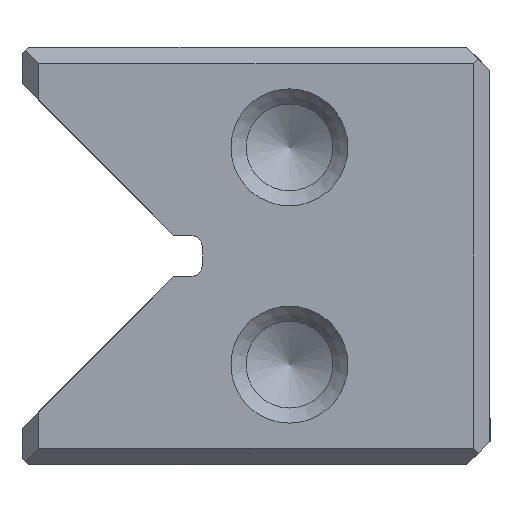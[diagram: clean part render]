
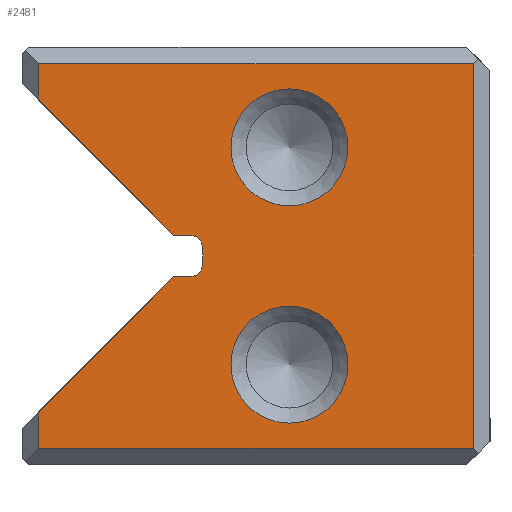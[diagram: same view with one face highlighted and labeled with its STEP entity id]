
A CAD part, left-side view. The second image highlights one B-rep face of the part: STEP entity #2481.
In plain terms, the highlighted planar face has unit normal (-1, 0, 0).
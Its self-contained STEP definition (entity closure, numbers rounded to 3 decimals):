
#2481=ADVANCED_FACE('',(#3439,#3440,#3441),#2880,.T.);
#2880=PLANE('',#9014);
#3132=CIRCLE('',#9010,3.5);
#3133=CIRCLE('',#9011,3.5);
#3134=CIRCLE('',#9012,0.7);
#3135=CIRCLE('',#9013,0.7);
#3439=FACE_BOUND('',#3679,.T.);
#3440=FACE_BOUND('',#3680,.T.);
#3441=FACE_BOUND('',#3681,.T.);
#3679=EDGE_LOOP('',(#4425));
#3680=EDGE_LOOP('',(#4426));
#3681=EDGE_LOOP('',(#4427,#4428,#4429,#4430,#4431,#4432,#4433,#4434,#4435,
#4436,#4437,#4438));
#4425=ORIENTED_EDGE('',*,*,#6973,.F.);
#4426=ORIENTED_EDGE('',*,*,#6974,.T.);
#4427=ORIENTED_EDGE('',*,*,#6975,.T.);
#4428=ORIENTED_EDGE('',*,*,#6976,.T.);
#4429=ORIENTED_EDGE('',*,*,#6977,.T.);
#4430=ORIENTED_EDGE('',*,*,#6978,.T.);
#4431=ORIENTED_EDGE('',*,*,#6979,.T.);
#4432=ORIENTED_EDGE('',*,*,#6980,.T.);
#4433=ORIENTED_EDGE('',*,*,#6981,.T.);
#4434=ORIENTED_EDGE('',*,*,#6982,.F.);
#4435=ORIENTED_EDGE('',*,*,#6983,.F.);
#4436=ORIENTED_EDGE('',*,*,#6984,.T.);
#4437=ORIENTED_EDGE('',*,*,#6985,.T.);
#4438=ORIENTED_EDGE('',*,*,#6986,.T.);
#6309=VERTEX_POINT('',#11615);
#6310=VERTEX_POINT('',#11617);
#6311=VERTEX_POINT('',#11619);
#6312=VERTEX_POINT('',#11620);
#6313=VERTEX_POINT('',#11622);
#6314=VERTEX_POINT('',#11624);
#6315=VERTEX_POINT('',#11626);
#6316=VERTEX_POINT('',#11628);
#6317=VERTEX_POINT('',#11630);
#6318=VERTEX_POINT('',#11632);
#6319=VERTEX_POINT('',#11634);
#6320=VERTEX_POINT('',#11636);
#6321=VERTEX_POINT('',#11638);
#6322=VERTEX_POINT('',#11640);
#6973=EDGE_CURVE('',#6309,#6309,#3132,.T.);
#6974=EDGE_CURVE('',#6310,#6310,#3133,.T.);
#6975=EDGE_CURVE('',#6311,#6312,#7825,.T.);
#6976=EDGE_CURVE('',#6312,#6313,#7826,.T.);
#6977=EDGE_CURVE('',#6313,#6314,#7827,.T.);
#6978=EDGE_CURVE('',#6314,#6315,#7828,.T.);
#6979=EDGE_CURVE('',#6315,#6316,#3134,.T.);
#6980=EDGE_CURVE('',#6316,#6317,#7829,.T.);
#6981=EDGE_CURVE('',#6317,#6318,#3135,.T.);
#6982=EDGE_CURVE('',#6319,#6318,#7830,.T.);
#6983=EDGE_CURVE('',#6320,#6319,#7831,.T.);
#6984=EDGE_CURVE('',#6320,#6321,#7832,.T.);
#6985=EDGE_CURVE('',#6321,#6322,#7833,.T.);
#6986=EDGE_CURVE('',#6322,#6311,#7834,.T.);
#7825=LINE('',#11618,#8487);
#7826=LINE('',#11621,#8488);
#7827=LINE('',#11623,#8489);
#7828=LINE('',#11625,#8490);
#7829=LINE('',#11629,#8491);
#7830=LINE('',#11633,#8492);
#7831=LINE('',#11635,#8493);
#7832=LINE('',#11637,#8494);
#7833=LINE('',#11639,#8495);
#7834=LINE('',#11641,#8496);
#8487=VECTOR('',#9595,1.);
#8488=VECTOR('',#9596,1.);
#8489=VECTOR('',#9597,1.);
#8490=VECTOR('',#9598,1.);
#8491=VECTOR('',#9601,1.);
#8492=VECTOR('',#9604,1.);
#8493=VECTOR('',#9605,1.);
#8494=VECTOR('',#9606,1.);
#8495=VECTOR('',#9607,1.);
#8496=VECTOR('',#9608,1.);
#9010=AXIS2_PLACEMENT_3D('',#11614,#9591,#9592);
#9011=AXIS2_PLACEMENT_3D('',#11616,#9593,#9594);
#9012=AXIS2_PLACEMENT_3D('',#11627,#9599,#9600);
#9013=AXIS2_PLACEMENT_3D('',#11631,#9602,#9603);
#9014=AXIS2_PLACEMENT_3D('',#11642,#9609,#9610);
#9591=DIRECTION('',(-1.,0.,0.));
#9592=DIRECTION('',(0.,0.,1.));
#9593=DIRECTION('',(1.,0.,0.));
#9594=DIRECTION('',(0.,0.,-1.));
#9595=DIRECTION('',(0.,1.,0.));
#9596=DIRECTION('',(0.,0.,-1.));
#9597=DIRECTION('',(0.,-0.707,-0.707));
#9598=DIRECTION('',(0.,-1.,0.));
#9599=DIRECTION('',(1.,0.,0.));
#9600=DIRECTION('',(0.,0.,1.));
#9601=DIRECTION('',(0.,0.,-1.));
#9602=DIRECTION('',(1.,0.,0.));
#9603=DIRECTION('',(0.,0.,1.));
#9604=DIRECTION('',(0.,-1.,0.));
#9605=DIRECTION('',(0.,-0.707,0.707));
#9606=DIRECTION('',(0.,0.,-1.));
#9607=DIRECTION('',(0.,-1.,0.));
#9608=DIRECTION('',(0.,0.,1.));
#9609=DIRECTION('',(-1.,0.,0.));
#9610=DIRECTION('',(0.,0.,-1.));
#11614=CARTESIAN_POINT('',(0.,12.,6.));
#11615=CARTESIAN_POINT('',(0.,12.,9.5));
#11616=CARTESIAN_POINT('',(0.,12.,19.));
#11617=CARTESIAN_POINT('',(0.,12.,15.5));
#11618=CARTESIAN_POINT('',(0.,14.,24.));
#11619=CARTESIAN_POINT('',(0.,1.,24.));
#11620=CARTESIAN_POINT('',(0.,27.,24.));
#11621=CARTESIAN_POINT('',(0.,27.,0.));
#11622=CARTESIAN_POINT('',(0.,27.,21.832));
#11623=CARTESIAN_POINT('',(0.,28.,22.832));
#11624=CARTESIAN_POINT('',(0.,18.918,13.75));
#11625=CARTESIAN_POINT('',(0.,17.2,13.75));
#11626=CARTESIAN_POINT('',(0.,17.9,13.75));
#11627=CARTESIAN_POINT('',(0.,17.9,13.05));
#11628=CARTESIAN_POINT('',(0.,17.2,13.05));
#11629=CARTESIAN_POINT('',(0.,17.2,13.75));
#11630=CARTESIAN_POINT('',(0.,17.2,11.95));
#11631=CARTESIAN_POINT('',(0.,17.9,11.95));
#11632=CARTESIAN_POINT('',(0.,17.9,11.25));
#11633=CARTESIAN_POINT('',(0.,17.2,11.25));
#11634=CARTESIAN_POINT('',(0.,18.918,11.25));
#11635=CARTESIAN_POINT('',(0.,28.,2.168));
#11636=CARTESIAN_POINT('',(0.,27.,3.168));
#11637=CARTESIAN_POINT('',(0.,27.,0.));
#11638=CARTESIAN_POINT('',(0.,27.,1.));
#11639=CARTESIAN_POINT('',(0.,14.,1.));
#11640=CARTESIAN_POINT('',(0.,1.,1.));
#11641=CARTESIAN_POINT('',(0.,1.,0.));
#11642=CARTESIAN_POINT('',(0.,14.,0.));
